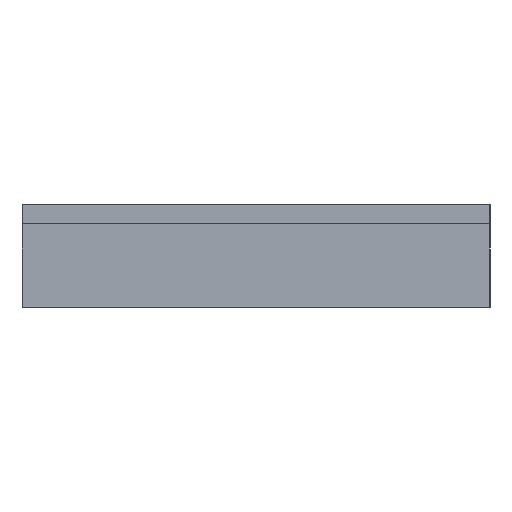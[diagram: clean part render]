
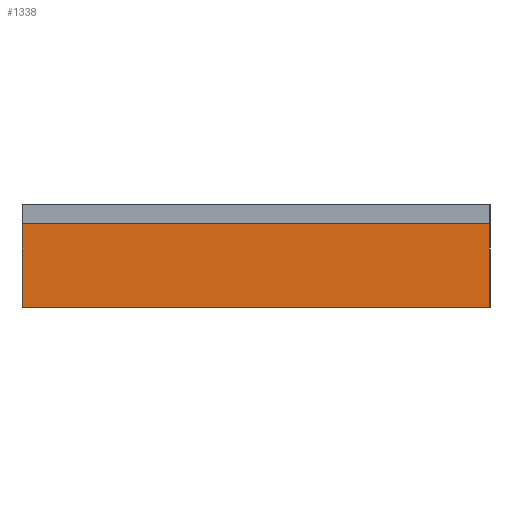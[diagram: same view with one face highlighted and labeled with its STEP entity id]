
A CAD part, left-side view. The second image highlights one B-rep face of the part: STEP entity #1338.
In plain terms, the highlighted planar face has unit normal (-1, 0, 0).
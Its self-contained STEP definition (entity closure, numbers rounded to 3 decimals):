
#132=FACE_OUTER_BOUND('',#202,.T.);
#202=EDGE_LOOP('',(#949,#950,#951,#952));
#317=LINE('',#1983,#461);
#318=LINE('',#1985,#462);
#319=LINE('',#1987,#463);
#320=LINE('',#1988,#464);
#461=VECTOR('',#1599,10.);
#462=VECTOR('',#1600,10.);
#463=VECTOR('',#1601,10.);
#464=VECTOR('',#1602,10.);
#601=VERTEX_POINT('',#1981);
#602=VERTEX_POINT('',#1982);
#603=VERTEX_POINT('',#1984);
#604=VERTEX_POINT('',#1986);
#741=EDGE_CURVE('',#601,#602,#317,.T.);
#742=EDGE_CURVE('',#601,#603,#318,.T.);
#743=EDGE_CURVE('',#604,#603,#319,.T.);
#744=EDGE_CURVE('',#602,#604,#320,.T.);
#949=ORIENTED_EDGE('',*,*,#741,.F.);
#950=ORIENTED_EDGE('',*,*,#742,.T.);
#951=ORIENTED_EDGE('',*,*,#743,.F.);
#952=ORIENTED_EDGE('',*,*,#744,.F.);
#1289=PLANE('',#1430);
#1338=ADVANCED_FACE('',(#132),#1289,.T.);
#1430=AXIS2_PLACEMENT_3D('',#1980,#1597,#1598);
#1597=DIRECTION('center_axis',(-1.,0.,0.));
#1598=DIRECTION('ref_axis',(0.,-1.,0.));
#1599=DIRECTION('',(0.,1.,0.));
#1600=DIRECTION('',(0.,0.,1.));
#1601=DIRECTION('',(0.,-1.,0.));
#1602=DIRECTION('',(0.,0.,1.));
#1980=CARTESIAN_POINT('Origin',(-42.4,55.,0.));
#1981=CARTESIAN_POINT('',(-42.4,-17.5,0.));
#1982=CARTESIAN_POINT('',(-42.4,55.,0.));
#1983=CARTESIAN_POINT('',(-42.4,-17.5,0.));
#1984=CARTESIAN_POINT('',(-42.4,-17.5,13.));
#1985=CARTESIAN_POINT('',(-42.4,-17.5,0.));
#1986=CARTESIAN_POINT('',(-42.4,55.,13.));
#1987=CARTESIAN_POINT('',(-42.4,-17.5,13.));
#1988=CARTESIAN_POINT('',(-42.4,55.,0.));
